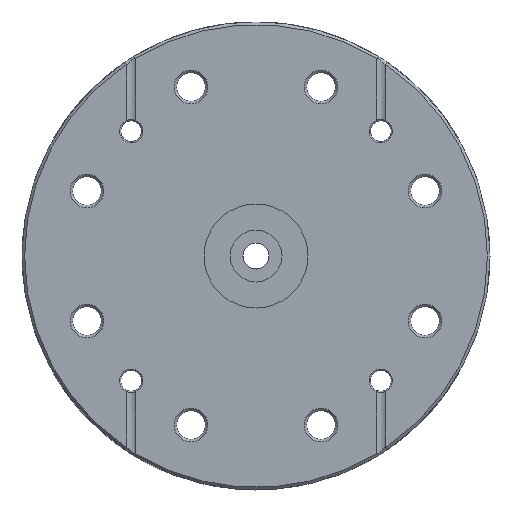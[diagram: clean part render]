
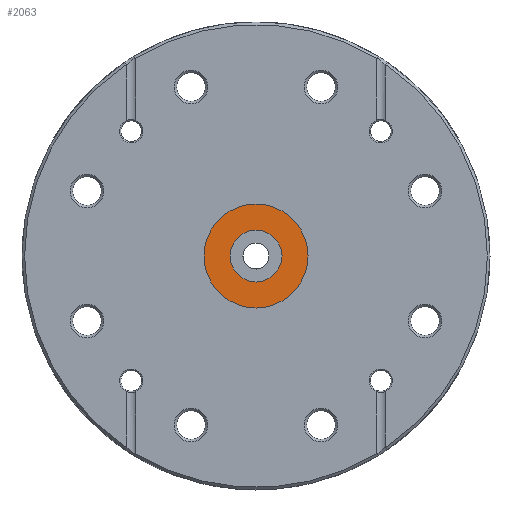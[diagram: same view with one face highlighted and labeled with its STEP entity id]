
A CAD part, front view. The second image highlights one B-rep face of the part: STEP entity #2063.
In plain terms, the highlighted planar face has unit normal (0, -1, 0).
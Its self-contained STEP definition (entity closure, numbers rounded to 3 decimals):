
#1502=PLANE('',#18046);
#2063=ADVANCED_FACE('',(#3837,#3838),#1502,.F.);
#3526=CIRCLE('',#18042,20.);
#3527=CIRCLE('',#18044,10.);
#3837=FACE_BOUND('',#4327,.T.);
#3838=FACE_BOUND('',#4328,.T.);
#4327=EDGE_LOOP('',(#6297));
#4328=EDGE_LOOP('',(#6298));
#6297=ORIENTED_EDGE('',*,*,#13380,.F.);
#6298=ORIENTED_EDGE('',*,*,#13381,.T.);
#11485=VERTEX_POINT('',#26726);
#11486=VERTEX_POINT('',#26729);
#13380=EDGE_CURVE('',#11485,#11485,#3526,.T.);
#13381=EDGE_CURVE('',#11486,#11486,#3527,.T.);
#18042=AXIS2_PLACEMENT_3D('',#26725,#19181,#19182);
#18044=AXIS2_PLACEMENT_3D('',#26728,#19185,#19186);
#18046=AXIS2_PLACEMENT_3D('',#26731,#19189,#19190);
#19181=DIRECTION('',(0.,1.,0.));
#19182=DIRECTION('',(0.,0.,-1.));
#19185=DIRECTION('',(0.,1.,0.));
#19186=DIRECTION('',(0.,0.,-1.));
#19189=DIRECTION('',(0.,1.,0.));
#19190=DIRECTION('',(0.,0.,1.));
#26725=CARTESIAN_POINT('',(1044.,3.,178.));
#26726=CARTESIAN_POINT('',(1044.,3.,158.));
#26728=CARTESIAN_POINT('',(1044.,3.,178.));
#26729=CARTESIAN_POINT('',(1044.,3.,168.));
#26731=CARTESIAN_POINT('',(1044.,3.,178.));
